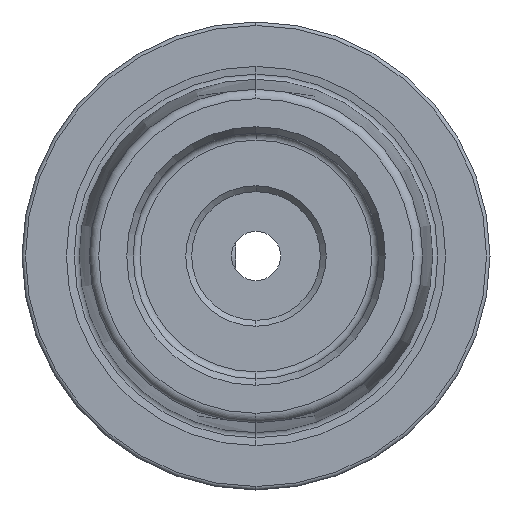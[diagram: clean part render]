
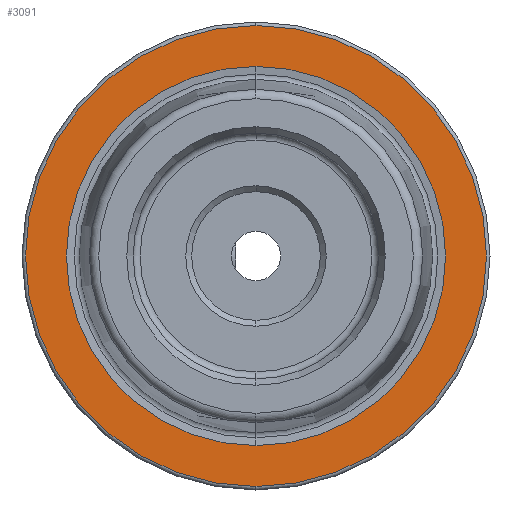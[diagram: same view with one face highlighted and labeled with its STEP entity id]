
A CAD part, left-side view. The second image highlights one B-rep face of the part: STEP entity #3091.
In plain terms, the highlighted planar face has unit normal (-1, 0, 0).
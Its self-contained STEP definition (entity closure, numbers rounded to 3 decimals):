
#139 = DIRECTION ( 'NONE',  ( 0., 0., -1. ) ) ;
#217 = AXIS2_PLACEMENT_3D ( 'NONE', #1558, #658, #1718 ) ;
#256 = AXIS2_PLACEMENT_3D ( 'NONE', #3109, #1521, #3364 ) ;
#508 = FACE_OUTER_BOUND ( 'NONE', #2205, .T. ) ;
#658 = DIRECTION ( 'NONE',  ( -1., 0., 0. ) ) ;
#668 = PLANE ( 'NONE',  #2230 ) ;
#889 = EDGE_CURVE ( 'NONE', #1702, #2721, #1334, .T. ) ;
#1111 = CARTESIAN_POINT ( 'NONE',  ( 0., 0., 0. ) ) ;
#1197 = CARTESIAN_POINT ( 'NONE',  ( 0., 0., -19.7 ) ) ;
#1214 = CARTESIAN_POINT ( 'NONE',  ( 0., 0., 16.207 ) ) ;
#1334 = CIRCLE ( 'NONE', #217, 19.7 ) ;
#1351 = AXIS2_PLACEMENT_3D ( 'NONE', #1487, #3320, #1748 ) ;
#1384 = DIRECTION ( 'NONE',  ( 0., 0., 1. ) ) ;
#1487 = CARTESIAN_POINT ( 'NONE',  ( 0., 0., 0. ) ) ;
#1508 = VERTEX_POINT ( 'NONE', #1214 ) ;
#1521 = DIRECTION ( 'NONE',  ( -1., 0., 0. ) ) ;
#1558 = CARTESIAN_POINT ( 'NONE',  ( 0., 0., 0. ) ) ;
#1702 = VERTEX_POINT ( 'NONE', #1197 ) ;
#1718 = DIRECTION ( 'NONE',  ( 0., 0., 1. ) ) ;
#1719 = CARTESIAN_POINT ( 'NONE',  ( 0., 0., -16.207 ) ) ;
#1748 = DIRECTION ( 'NONE',  ( 0., 0., 1. ) ) ;
#1758 = DIRECTION ( 'NONE',  ( 1., 0., 0. ) ) ;
#1942 = FACE_BOUND ( 'NONE', #2193, .T. ) ;
#2026 = VERTEX_POINT ( 'NONE', #1719 ) ;
#2088 = ORIENTED_EDGE ( 'NONE', *, *, #3009, .F. ) ;
#2091 = CARTESIAN_POINT ( 'NONE',  ( 0., 0., 19.7 ) ) ;
#2097 = CIRCLE ( 'NONE', #1351, 19.7 ) ;
#2193 = EDGE_LOOP ( 'NONE', ( #2384, #2088 ) ) ;
#2205 = EDGE_LOOP ( 'NONE', ( #3315, #3068 ) ) ;
#2230 = AXIS2_PLACEMENT_3D ( 'NONE', #2275, #1758, #139 ) ;
#2275 = CARTESIAN_POINT ( 'NONE',  ( 0., 19.7, 0. ) ) ;
#2340 = AXIS2_PLACEMENT_3D ( 'NONE', #1111, #2955, #1384 ) ;
#2384 = ORIENTED_EDGE ( 'NONE', *, *, #3371, .F. ) ;
#2721 = VERTEX_POINT ( 'NONE', #2091 ) ;
#2955 = DIRECTION ( 'NONE',  ( -1., 0., 0. ) ) ;
#2967 = CIRCLE ( 'NONE', #256, 16.207 ) ;
#3009 = EDGE_CURVE ( 'NONE', #2026, #1508, #2967, .T. ) ;
#3066 = EDGE_CURVE ( 'NONE', #2721, #1702, #2097, .T. ) ;
#3068 = ORIENTED_EDGE ( 'NONE', *, *, #889, .T. ) ;
#3091 = ADVANCED_FACE ( 'NONE', ( #1942, #508 ), #668, .F. ) ;
#3109 = CARTESIAN_POINT ( 'NONE',  ( 0., 0., 0. ) ) ;
#3296 = CIRCLE ( 'NONE', #2340, 16.207 ) ;
#3315 = ORIENTED_EDGE ( 'NONE', *, *, #3066, .T. ) ;
#3320 = DIRECTION ( 'NONE',  ( -1., 0., 0. ) ) ;
#3364 = DIRECTION ( 'NONE',  ( 0., 0., 1. ) ) ;
#3371 = EDGE_CURVE ( 'NONE', #1508, #2026, #3296, .T. ) ;
